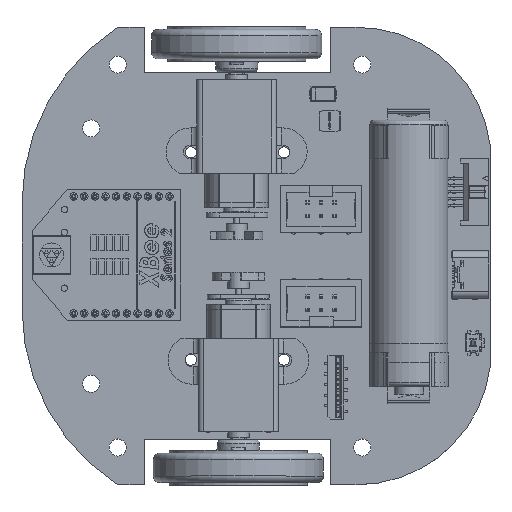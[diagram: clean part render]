
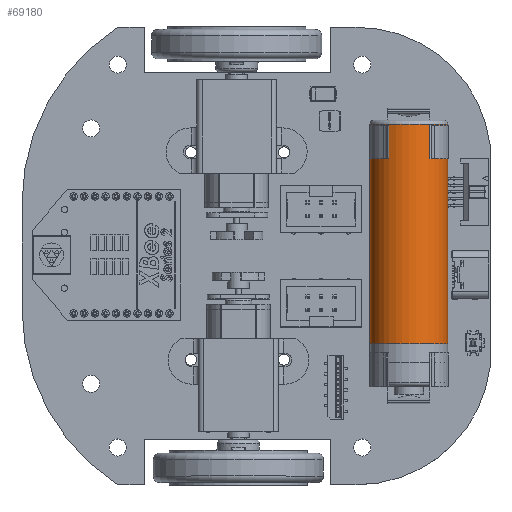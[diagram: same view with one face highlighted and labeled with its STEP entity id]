
A CAD part, top view. The second image highlights one B-rep face of the part: STEP entity #69180.
In plain terms, the highlighted cylindrical face has radius 7.325 mm (diameter 14.65 mm), a full revolution.
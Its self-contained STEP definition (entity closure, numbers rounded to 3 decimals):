
#69041 = EDGE_CURVE('',#69042,#69042,#69044,.T.);
#69042 = VERTEX_POINT('',#69043);
#69043 = CARTESIAN_POINT('',(0.,42.,7.325));
#69044 = SURFACE_CURVE('',#69045,(#69050,#69062),.PCURVE_S1.);
#69045 = CIRCLE('',#69046,7.325);
#69046 = AXIS2_PLACEMENT_3D('',#69047,#69048,#69049);
#69047 = CARTESIAN_POINT('',(0.,42.,0.));
#69048 = DIRECTION('',(0.,1.,0.));
#69049 = DIRECTION('',(0.,-0.,1.));
#69050 = PCURVE('',#69051,#69056);
#69051 = CYLINDRICAL_SURFACE('',#69052,7.325);
#69052 = AXIS2_PLACEMENT_3D('',#69053,#69054,#69055);
#69053 = CARTESIAN_POINT('',(0.,0.,0.));
#69054 = DIRECTION('',(0.,-1.,0.));
#69055 = DIRECTION('',(0.,0.,-1.));
#69056 = DEFINITIONAL_REPRESENTATION('',(#69057),#69061);
#69057 = LINE('',#69058,#69059);
#69058 = CARTESIAN_POINT('',(3.142,-42.));
#69059 = VECTOR('',#69060,1.);
#69060 = DIRECTION('',(-1.,0.));
#69061 = ( GEOMETRIC_REPRESENTATION_CONTEXT(2) 
PARAMETRIC_REPRESENTATION_CONTEXT() REPRESENTATION_CONTEXT('2D SPACE',''
  ) );
#69062 = PCURVE('',#69063,#69068);
#69063 = CYLINDRICAL_SURFACE('',#69064,7.325);
#69064 = AXIS2_PLACEMENT_3D('',#69065,#69066,#69067);
#69065 = CARTESIAN_POINT('',(0.,0.,0.));
#69066 = DIRECTION('',(0.,-1.,0.));
#69067 = DIRECTION('',(0.,0.,-1.));
#69068 = DEFINITIONAL_REPRESENTATION('',(#69069),#69073);
#69069 = LINE('',#69070,#69071);
#69070 = CARTESIAN_POINT('',(3.142,-42.));
#69071 = VECTOR('',#69072,1.);
#69072 = DIRECTION('',(-1.,0.));
#69073 = ( GEOMETRIC_REPRESENTATION_CONTEXT(2) 
PARAMETRIC_REPRESENTATION_CONTEXT() REPRESENTATION_CONTEXT('2D SPACE',''
  ) );
#69180 = ADVANCED_FACE('',(#69181),#69063,.T.);
#69181 = FACE_BOUND('',#69182,.T.);
#69182 = EDGE_LOOP('',(#69183,#69212,#69233,#69234));
#69183 = ORIENTED_EDGE('',*,*,#69184,.F.);
#69184 = EDGE_CURVE('',#69185,#69185,#69187,.T.);
#69185 = VERTEX_POINT('',#69186);
#69186 = CARTESIAN_POINT('',(0.,0.753,7.325));
#69187 = SURFACE_CURVE('',#69188,(#69193,#69200),.PCURVE_S1.);
#69188 = CIRCLE('',#69189,7.325);
#69189 = AXIS2_PLACEMENT_3D('',#69190,#69191,#69192);
#69190 = CARTESIAN_POINT('',(0.,0.753,0.));
#69191 = DIRECTION('',(0.,-1.,0.));
#69192 = DIRECTION('',(0.,0.,-1.));
#69193 = PCURVE('',#69063,#69194);
#69194 = DEFINITIONAL_REPRESENTATION('',(#69195),#69199);
#69195 = LINE('',#69196,#69197);
#69196 = CARTESIAN_POINT('',(-6.283,-0.753));
#69197 = VECTOR('',#69198,1.);
#69198 = DIRECTION('',(1.,0.));
#69199 = ( GEOMETRIC_REPRESENTATION_CONTEXT(2) 
PARAMETRIC_REPRESENTATION_CONTEXT() REPRESENTATION_CONTEXT('2D SPACE',''
  ) );
#69200 = PCURVE('',#69201,#69206);
#69201 = TOROIDAL_SURFACE('',#69202,6.572,0.753);
#69202 = AXIS2_PLACEMENT_3D('',#69203,#69204,#69205);
#69203 = CARTESIAN_POINT('',(0.,0.753,0.));
#69204 = DIRECTION('',(0.,-1.,0.));
#69205 = DIRECTION('',(0.,0.,-1.));
#69206 = DEFINITIONAL_REPRESENTATION('',(#69207),#69211);
#69207 = LINE('',#69208,#69209);
#69208 = CARTESIAN_POINT('',(-6.283,0.));
#69209 = VECTOR('',#69210,1.);
#69210 = DIRECTION('',(1.,0.));
#69211 = ( GEOMETRIC_REPRESENTATION_CONTEXT(2) 
PARAMETRIC_REPRESENTATION_CONTEXT() REPRESENTATION_CONTEXT('2D SPACE',''
  ) );
#69212 = ORIENTED_EDGE('',*,*,#69213,.T.);
#69213 = EDGE_CURVE('',#69185,#69042,#69214,.T.);
#69214 = SEAM_CURVE('',#69215,(#69219,#69226),.PCURVE_S1.);
#69215 = LINE('',#69216,#69217);
#69216 = CARTESIAN_POINT('',(0.,0.,7.325));
#69217 = VECTOR('',#69218,1.);
#69218 = DIRECTION('',(0.,1.,0.));
#69219 = PCURVE('',#69063,#69220);
#69220 = DEFINITIONAL_REPRESENTATION('',(#69221),#69225);
#69221 = LINE('',#69222,#69223);
#69222 = CARTESIAN_POINT('',(-3.142,0.));
#69223 = VECTOR('',#69224,1.);
#69224 = DIRECTION('',(0.,-1.));
#69225 = ( GEOMETRIC_REPRESENTATION_CONTEXT(2) 
PARAMETRIC_REPRESENTATION_CONTEXT() REPRESENTATION_CONTEXT('2D SPACE',''
  ) );
#69226 = PCURVE('',#69063,#69227);
#69227 = DEFINITIONAL_REPRESENTATION('',(#69228),#69232);
#69228 = LINE('',#69229,#69230);
#69229 = CARTESIAN_POINT('',(3.142,0.));
#69230 = VECTOR('',#69231,1.);
#69231 = DIRECTION('',(0.,-1.));
#69232 = ( GEOMETRIC_REPRESENTATION_CONTEXT(2) 
PARAMETRIC_REPRESENTATION_CONTEXT() REPRESENTATION_CONTEXT('2D SPACE',''
  ) );
#69233 = ORIENTED_EDGE('',*,*,#69041,.F.);
#69234 = ORIENTED_EDGE('',*,*,#69213,.F.);
